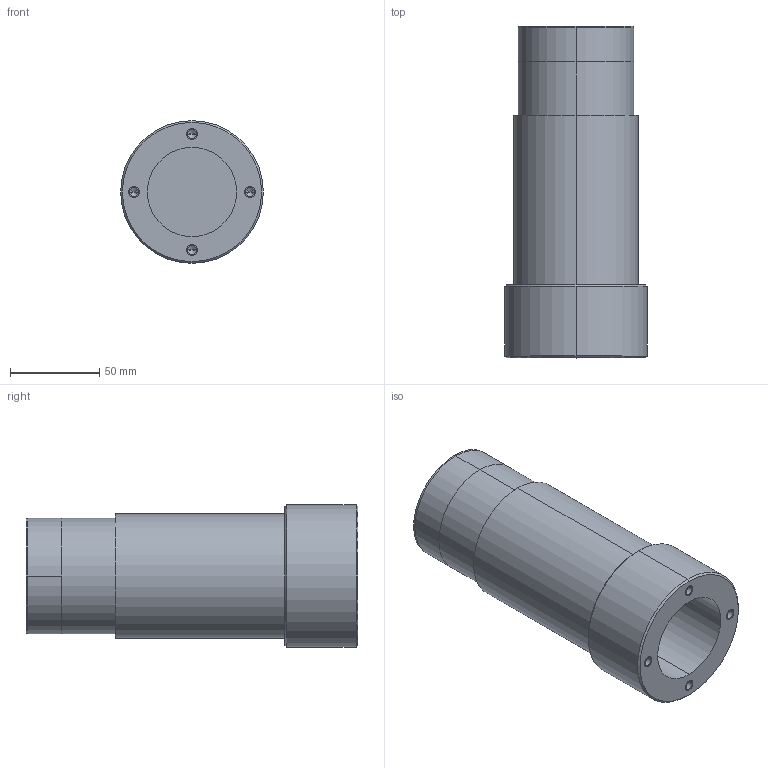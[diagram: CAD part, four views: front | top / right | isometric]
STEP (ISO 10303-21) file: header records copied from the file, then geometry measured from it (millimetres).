
FILE_DESCRIPTION((''),'2;1');
FILE_NAME('AXE_RA','2021-10-05T22:15:06',('laure'),(''),'CREO PARAMETRIC BY PTC INC, 2020281','CREO PARAMETRIC BY PTC INC, 2020281','');
FILE_SCHEMA(('CONFIG_CONTROL_DESIGN'));
Length unit declared in the file: millimetre
Products named in the file (1): AXE_RA
Bounding box: 80 x 186 x 80 mm (x, y, z)
Volume: 369974.3 mm3; surface area: 87269.3 mm2
Topology: 1 solids, 10 shells, 77 faces, 186 edges, 114 vertices
Faces by surface type: cylinder 42, cone 22, plane 13
Entity records: 2210 total; most frequent: DIRECTION 432, CARTESIAN_POINT 362, ORIENTED_EDGE 306, AXIS2_PLACEMENT_3D 184, EDGE_CURVE 170, VERTEX_POINT 114, CIRCLE 106, EDGE_LOOP 97
